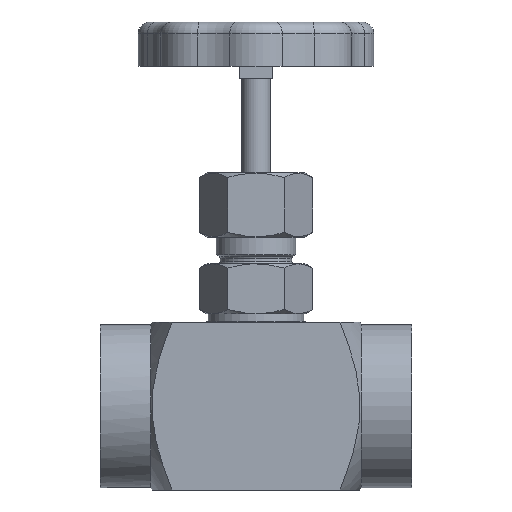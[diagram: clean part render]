
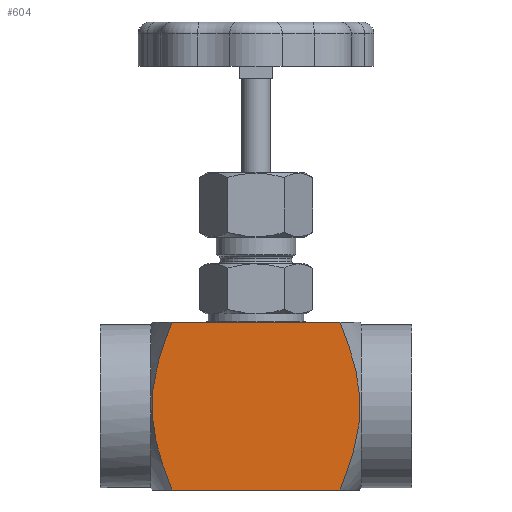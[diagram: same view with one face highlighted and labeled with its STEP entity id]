
A CAD part, front view. The second image highlights one B-rep face of the part: STEP entity #604.
In plain terms, the highlighted planar face has unit normal (0, -1, 0).
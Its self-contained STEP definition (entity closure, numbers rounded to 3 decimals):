
#604 = ADVANCED_FACE( '', ( #1285 ), #1286, .F. );
#1285 = FACE_OUTER_BOUND( '', #1984, .T. );
#1286 = PLANE( '', #1985 );
#1984 = EDGE_LOOP( '', ( #3671, #3672, #3673, #3674 ) );
#1985 = AXIS2_PLACEMENT_3D( '', #3675, #3676, #3677 );
#3671 = ORIENTED_EDGE( '', *, *, #4069, .F. );
#3672 = ORIENTED_EDGE( '', *, *, #4294, .T. );
#3673 = ORIENTED_EDGE( '', *, *, #4212, .F. );
#3674 = ORIENTED_EDGE( '', *, *, #4365, .F. );
#3675 = CARTESIAN_POINT( '', ( 65., -35., 35. ) );
#3676 = DIRECTION( '', ( 0., 1., 0. ) );
#3677 = DIRECTION( '', ( 1., 0., 0. ) );
#4069 = EDGE_CURVE( '', #4904, #4905, #4906, .T. );
#4212 = EDGE_CURVE( '', #5130, #5131, #5132, .T. );
#4294 = EDGE_CURVE( '', #4904, #5131, #5252, .T. );
#4365 = EDGE_CURVE( '', #4905, #5130, #5342, .T. );
#4904 = VERTEX_POINT( '', #6271 );
#4905 = VERTEX_POINT( '', #6272 );
#4906 = B_SPLINE_CURVE_WITH_KNOTS( '', 3, ( #6273, #6274, #6275, #6276, #6277, #6278, #6279, #6280, #6281, #6282, #6283, #6284, #6285, #6286, #6287, #6288, #6289, #6290, #6291, #6292, #6293, #6294, #6295, #6296 ), .UNSPECIFIED., .F., .F., ( 4, 2, 2, 2, 2, 2, 2, 2, 2, 2, 2, 4 ), ( 0., 0.009, 0.018, 0.027, 0.029, 0.032, 0.036, 0.045, 0.054, 0.059, 0.063, 0.072 ), .UNSPECIFIED. );
#5130 = VERTEX_POINT( '', #6740 );
#5131 = VERTEX_POINT( '', #6741 );
#5132 = B_SPLINE_CURVE_WITH_KNOTS( '', 3, ( #6742, #6743, #6744, #6745, #6746, #6747, #6748, #6749, #6750, #6751, #6752, #6753, #6754, #6755, #6756, #6757, #6758, #6759, #6760, #6761, #6762, #6763, #6764, #6765 ), .UNSPECIFIED., .F., .F., ( 4, 2, 2, 2, 2, 2, 2, 2, 2, 2, 2, 4 ), ( 0., 0.009, 0.018, 0.027, 0.029, 0.032, 0.036, 0.045, 0.054, 0.059, 0.063, 0.072 ), .UNSPECIFIED. );
#5252 = LINE( '', #7202, #7203 );
#5342 = LINE( '', #7438, #7439 );
#6271 = CARTESIAN_POINT( '', ( 35.053, -35., 35. ) );
#6272 = CARTESIAN_POINT( '', ( 35.053, -35., -35. ) );
#6273 = CARTESIAN_POINT( '', ( 35.053, -35., 35. ) );
#6274 = CARTESIAN_POINT( '', ( 36.196, -35., 32.198 ) );
#6275 = CARTESIAN_POINT( '', ( 37.279, -35., 29.38 ) );
#6276 = CARTESIAN_POINT( '', ( 39.263, -35., 23.693 ) );
#6277 = CARTESIAN_POINT( '', ( 40.164, -35., 20.825 ) );
#6278 = CARTESIAN_POINT( '', ( 41.693, -35., 15.013 ) );
#6279 = CARTESIAN_POINT( '', ( 42.321, -35., 12.069 ) );
#6280 = CARTESIAN_POINT( '', ( 42.863, -35., 8.323 ) );
#6281 = CARTESIAN_POINT( '', ( 42.96, -35., 7.57 ) );
#6282 = CARTESIAN_POINT( '', ( 43.127, -35., 6.058 ) );
#6283 = CARTESIAN_POINT( '', ( 43.197, -35., 5.296 ) );
#6284 = CARTESIAN_POINT( '', ( 43.366, -35., 3.019 ) );
#6285 = CARTESIAN_POINT( '', ( 43.423, -35., 1.507 ) );
#6286 = CARTESIAN_POINT( '', ( 43.423, -35., -3.011 ) );
#6287 = CARTESIAN_POINT( '', ( 43.195, -35., -5.998 ) );
#6288 = CARTESIAN_POINT( '', ( 42.346, -35., -11.93 ) );
#6289 = CARTESIAN_POINT( '', ( 41.725, -35., -14.875 ) );
#6290 = CARTESIAN_POINT( '', ( 40.575, -35., -19.267 ) );
#6291 = CARTESIAN_POINT( '', ( 40.155, -35., -20.729 ) );
#6292 = CARTESIAN_POINT( '', ( 39.26, -35., -23.627 ) );
#6293 = CARTESIAN_POINT( '', ( 38.784, -35., -25.066 ) );
#6294 = CARTESIAN_POINT( '', ( 37.287, -35., -29.36 ) );
#6295 = CARTESIAN_POINT( '', ( 36.2, -35., -32.19 ) );
#6296 = CARTESIAN_POINT( '', ( 35.053, -35., -35. ) );
#6740 = CARTESIAN_POINT( '', ( -35.053, -35., -35. ) );
#6741 = CARTESIAN_POINT( '', ( -35.053, -35., 35. ) );
#6742 = CARTESIAN_POINT( '', ( -35.053, -35., -35. ) );
#6743 = CARTESIAN_POINT( '', ( -36.196, -35., -32.198 ) );
#6744 = CARTESIAN_POINT( '', ( -37.279, -35., -29.38 ) );
#6745 = CARTESIAN_POINT( '', ( -39.263, -35., -23.693 ) );
#6746 = CARTESIAN_POINT( '', ( -40.164, -35., -20.825 ) );
#6747 = CARTESIAN_POINT( '', ( -41.693, -35., -15.013 ) );
#6748 = CARTESIAN_POINT( '', ( -42.321, -35., -12.069 ) );
#6749 = CARTESIAN_POINT( '', ( -42.863, -35., -8.323 ) );
#6750 = CARTESIAN_POINT( '', ( -42.96, -35., -7.57 ) );
#6751 = CARTESIAN_POINT( '', ( -43.127, -35., -6.058 ) );
#6752 = CARTESIAN_POINT( '', ( -43.197, -35., -5.296 ) );
#6753 = CARTESIAN_POINT( '', ( -43.366, -35., -3.019 ) );
#6754 = CARTESIAN_POINT( '', ( -43.423, -35., -1.507 ) );
#6755 = CARTESIAN_POINT( '', ( -43.423, -35., 3.011 ) );
#6756 = CARTESIAN_POINT( '', ( -43.195, -35., 5.998 ) );
#6757 = CARTESIAN_POINT( '', ( -42.346, -35., 11.93 ) );
#6758 = CARTESIAN_POINT( '', ( -41.725, -35., 14.875 ) );
#6759 = CARTESIAN_POINT( '', ( -40.575, -35., 19.267 ) );
#6760 = CARTESIAN_POINT( '', ( -40.155, -35., 20.729 ) );
#6761 = CARTESIAN_POINT( '', ( -39.26, -35., 23.627 ) );
#6762 = CARTESIAN_POINT( '', ( -38.784, -35., 25.066 ) );
#6763 = CARTESIAN_POINT( '', ( -37.287, -35., 29.36 ) );
#6764 = CARTESIAN_POINT( '', ( -36.2, -35., 32.19 ) );
#6765 = CARTESIAN_POINT( '', ( -35.053, -35., 35. ) );
#7202 = CARTESIAN_POINT( '', ( 65., -35., 35. ) );
#7203 = VECTOR( '', #8740, 1000. );
#7438 = CARTESIAN_POINT( '', ( 65., -35., -35. ) );
#7439 = VECTOR( '', #8801, 1000. );
#8740 = DIRECTION( '', ( -1., 0., 0. ) );
#8801 = DIRECTION( '', ( -1., 0., 0. ) );
